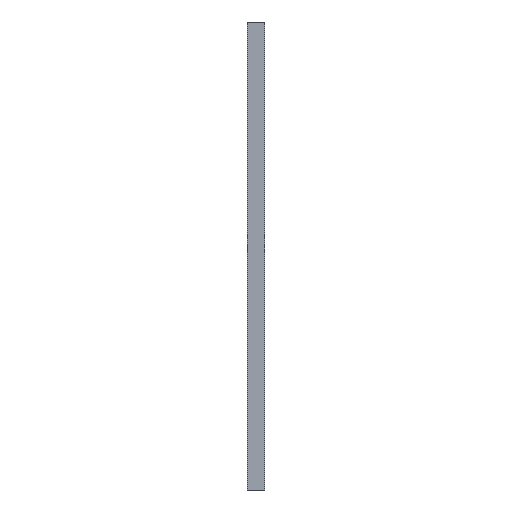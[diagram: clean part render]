
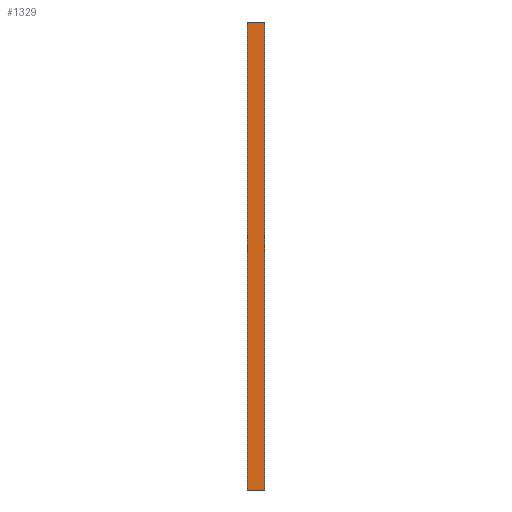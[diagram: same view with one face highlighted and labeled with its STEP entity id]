
A CAD part, left-side view. The second image highlights one B-rep face of the part: STEP entity #1329.
In plain terms, the highlighted planar face has unit normal (-1, 0, 0).
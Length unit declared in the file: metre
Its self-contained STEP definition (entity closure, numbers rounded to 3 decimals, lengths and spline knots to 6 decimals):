
#28=LINE('',#2233,#56);
#34=LINE('',#2246,#62);
#35=LINE('',#2248,#63);
#38=LINE('',#2254,#66);
#56=VECTOR('',#1896,1.);
#62=VECTOR('',#1904,1.);
#63=VECTOR('',#1907,1.);
#66=VECTOR('',#1912,1.);
#75=PLANE('',#1523);
#350=ORIENTED_EDGE('',*,*,#502,.T.);
#351=ORIENTED_EDGE('',*,*,#498,.T.);
#352=ORIENTED_EDGE('',*,*,#492,.F.);
#353=ORIENTED_EDGE('',*,*,#499,.F.);
#492=EDGE_CURVE('',#626,#627,#28,.T.);
#498=EDGE_CURVE('',#631,#627,#34,.T.);
#499=EDGE_CURVE('',#632,#626,#35,.T.);
#502=EDGE_CURVE('',#632,#631,#38,.T.);
#626=VERTEX_POINT('',#2234);
#627=VERTEX_POINT('',#2235);
#631=VERTEX_POINT('',#2244);
#632=VERTEX_POINT('',#2249);
#975=EDGE_LOOP('',(#350,#351,#352,#353));
#1205=FACE_BOUND('',#975,.T.);
#1329=ADVANCED_FACE('',(#1205),#75,.T.);
#1523=AXIS2_PLACEMENT_3D('',#2253,#1910,#1911);
#1896=DIRECTION('',(0.,1.,0.));
#1904=DIRECTION('',(0.,0.,-1.));
#1907=DIRECTION('',(0.,0.,-1.));
#1910=DIRECTION('',(-1.,0.,0.));
#1911=DIRECTION('',(0.,0.,-1.));
#1912=DIRECTION('',(0.,1.,0.));
#2233=CARTESIAN_POINT('',(0.0865,0.,0.0405));
#2234=CARTESIAN_POINT('',(0.0865,0.,0.0405));
#2235=CARTESIAN_POINT('',(0.0865,0.00151,0.0405));
#2244=CARTESIAN_POINT('',(0.0865,0.00151,0.082));
#2246=CARTESIAN_POINT('',(0.0865,0.00151,0.082));
#2248=CARTESIAN_POINT('',(0.0865,0.,0.082));
#2249=CARTESIAN_POINT('',(0.0865,0.,0.082));
#2253=CARTESIAN_POINT('',(0.0865,0.,0.082));
#2254=CARTESIAN_POINT('',(0.0865,0.,0.082));
